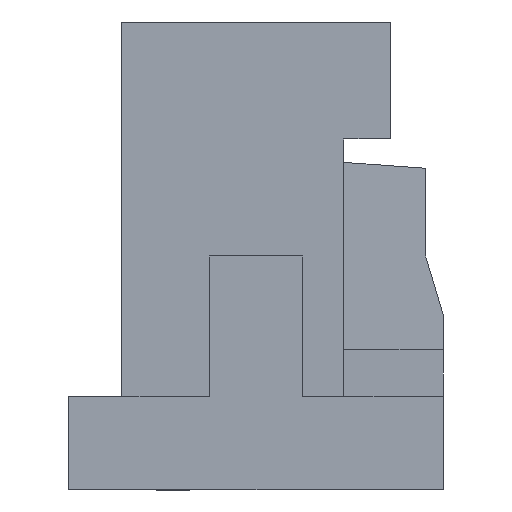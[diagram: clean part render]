
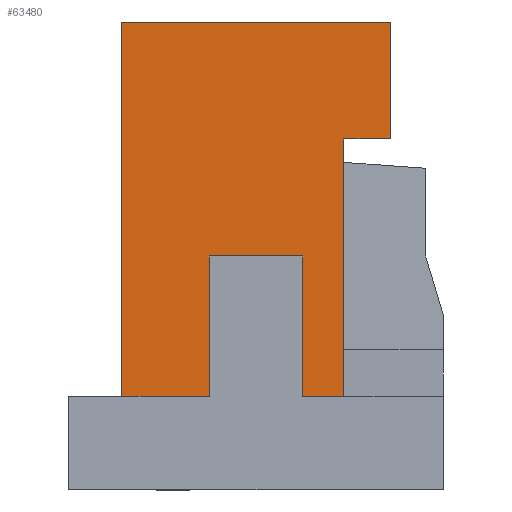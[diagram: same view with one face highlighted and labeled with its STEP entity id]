
A CAD part, left-side view. The second image highlights one B-rep face of the part: STEP entity #63480.
In plain terms, the highlighted planar face has unit normal (-1, 0, 0).
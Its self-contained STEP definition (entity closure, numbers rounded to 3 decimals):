
#7610=CARTESIAN_POINT('',(-12.131,-3.987,0.));
#7620=DIRECTION('',(0.,0.,-1.));
#7630=VECTOR('',#7620,1.);
#7640=LINE('',#7610,#7630);
#7650=CARTESIAN_POINT('',(-12.131,-3.987,4.625));
#7660=VERTEX_POINT('',#7650);
#7670=CARTESIAN_POINT('',(-12.131,-3.987,1.425));
#7680=VERTEX_POINT('',#7670);
#7690=EDGE_CURVE('',#7660,#7680,#7640,.T.);
#49920=CARTESIAN_POINT('',(-12.131,-3.987,4.625));
#49930=DIRECTION('',(0.,-1.,0.));
#49940=VECTOR('',#49930,1.);
#49950=LINE('',#49920,#49940);
#49960=CARTESIAN_POINT('',(-12.131,-6.287,4.625));
#49970=VERTEX_POINT('',#49960);
#49980=EDGE_CURVE('',#7660,#49970,#49950,.T.);
#59490=CARTESIAN_POINT('',(-12.131,-5.887,1.425));
#59500=VERTEX_POINT('',#59490);
#59530=CARTESIAN_POINT('',(-12.131,-5.887,0.));
#59540=DIRECTION('',(0.,0.,1.));
#59550=VECTOR('',#59540,1.);
#59560=LINE('',#59530,#59550);
#59570=CARTESIAN_POINT('',(-12.131,-5.887,3.625));
#59580=VERTEX_POINT('',#59570);
#59590=EDGE_CURVE('',#59500,#59580,#59560,.T.);
#62860=CARTESIAN_POINT('',(-12.131,-3.987,1.725));
#62870=DIRECTION('',(1.,0.,0.));
#62880=DIRECTION('',(0.,0.,1.));
#62890=AXIS2_PLACEMENT_3D('',#62860,#62870,#62880);
#62900=PLANE('',#62890);
#62910=ORIENTED_EDGE('',*,*,#7690,.T.);
#62920=ORIENTED_EDGE('',*,*,#49980,.F.);
#62930=CARTESIAN_POINT('',(-12.131,-6.287,0.));
#62940=DIRECTION('',(0.,0.,-1.));
#62950=VECTOR('',#62940,1.);
#62960=LINE('',#62930,#62950);
#62970=CARTESIAN_POINT('',(-12.131,-6.287,3.625));
#62980=VERTEX_POINT('',#62970);
#62990=EDGE_CURVE('',#49970,#62980,#62960,.T.);
#63000=ORIENTED_EDGE('',*,*,#62990,.F.);
#63010=CARTESIAN_POINT('',(-12.131,0.,3.625));
#63020=DIRECTION('',(0.,1.,0.));
#63030=VECTOR('',#63020,1.);
#63040=LINE('',#63010,#63030);
#63050=EDGE_CURVE('',#62980,#59580,#63040,.T.);
#63060=ORIENTED_EDGE('',*,*,#63050,.F.);
#63070=ORIENTED_EDGE('',*,*,#59590,.T.);
#63080=CARTESIAN_POINT('',(-12.131,-5.887,1.425));
#63090=DIRECTION('',(0.,1.,0.));
#63100=VECTOR('',#63090,1.);
#63110=LINE('',#63080,#63100);
#63120=CARTESIAN_POINT('',(-12.131,-5.537,1.425));
#63130=VERTEX_POINT('',#63120);
#63140=EDGE_CURVE('',#59500,#63130,#63110,.T.);
#63150=ORIENTED_EDGE('',*,*,#63140,.F.);
#63160=CARTESIAN_POINT('',(-12.131,-5.537,0.));
#63170=DIRECTION('',(0.,0.,1.));
#63180=VECTOR('',#63170,1.);
#63190=LINE('',#63160,#63180);
#63200=CARTESIAN_POINT('',(-12.131,-5.537,2.625));
#63210=VERTEX_POINT('',#63200);
#63220=EDGE_CURVE('',#63130,#63210,#63190,.T.);
#63230=ORIENTED_EDGE('',*,*,#63220,.F.);
#63240=CARTESIAN_POINT('',(-12.131,0.,2.625));
#63250=DIRECTION('',(0.,-1.,0.));
#63260=VECTOR('',#63250,1.);
#63270=LINE('',#63240,#63260);
#63280=CARTESIAN_POINT('',(-12.131,-4.737,2.625));
#63290=VERTEX_POINT('',#63280);
#63300=EDGE_CURVE('',#63290,#63210,#63270,.T.);
#63310=ORIENTED_EDGE('',*,*,#63300,.T.);
#63320=CARTESIAN_POINT('',(-12.131,-4.737,0.));
#63330=DIRECTION('',(0.,0.,1.));
#63340=VECTOR('',#63330,1.);
#63350=LINE('',#63320,#63340);
#63360=CARTESIAN_POINT('',(-12.131,-4.737,1.425));
#63370=VERTEX_POINT('',#63360);
#63380=EDGE_CURVE('',#63370,#63290,#63350,.T.);
#63390=ORIENTED_EDGE('',*,*,#63380,.T.);
#63400=CARTESIAN_POINT('',(-12.131,-3.987,1.425));
#63410=DIRECTION('',(0.,-1.,0.));
#63420=VECTOR('',#63410,1.);
#63430=LINE('',#63400,#63420);
#63440=EDGE_CURVE('',#7680,#63370,#63430,.T.);
#63450=ORIENTED_EDGE('',*,*,#63440,.T.);
#63460=EDGE_LOOP('',(#63450,#63390,#63310,#63230,#63150,#63070,#63060,
#63000,#62920,#62910));
#63470=FACE_OUTER_BOUND('',#63460,.T.);
#63480=ADVANCED_FACE('',(#63470),#62900,.F.);
